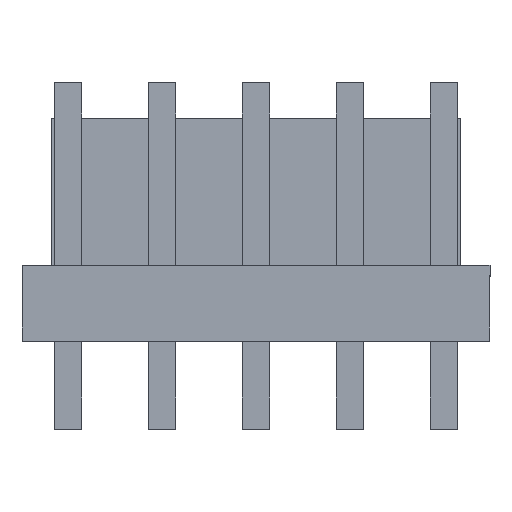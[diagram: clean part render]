
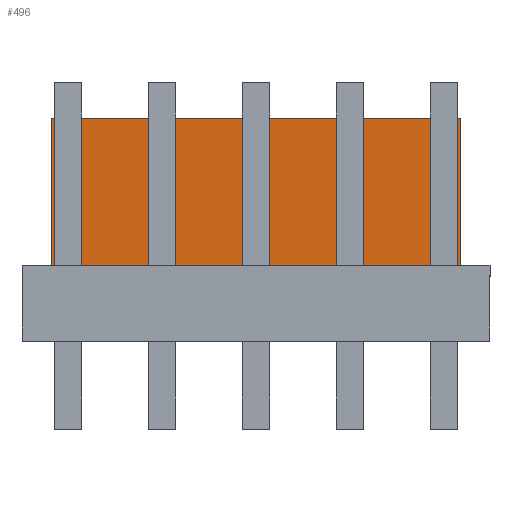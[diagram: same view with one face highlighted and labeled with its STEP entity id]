
A CAD part, top view. The second image highlights one B-rep face of the part: STEP entity #496.
In plain terms, the highlighted planar face has unit normal (0, 0, 1).
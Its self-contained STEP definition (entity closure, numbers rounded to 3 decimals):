
#445 = EDGE_CURVE ( 'NONE', #476, #474, #1692, .T. ) ;
#474 = VERTEX_POINT ( 'NONE', #1767 ) ;
#476 = VERTEX_POINT ( 'NONE', #1766 ) ;
#496 = ADVANCED_FACE ( 'NONE', ( #1798 ), #1797, .T. ) ;
#497 = EDGE_LOOP ( 'NONE', ( #498, #501, #502, #505 ) ) ;
#498 = ORIENTED_EDGE ( 'NONE', *, *, #499, .T. ) ;
#499 = EDGE_CURVE ( 'NONE', #500, #476, #1792, .T. ) ;
#500 = VERTEX_POINT ( 'NONE', #1788 ) ;
#501 = ORIENTED_EDGE ( 'NONE', *, *, #445, .T. ) ;
#502 = ORIENTED_EDGE ( 'NONE', *, *, #503, .F. ) ;
#503 = EDGE_CURVE ( 'NONE', #504, #474, #1787, .T. ) ;
#504 = VERTEX_POINT ( 'NONE', #1783 ) ;
#505 = ORIENTED_EDGE ( 'NONE', *, *, #506, .F. ) ;
#506 = EDGE_CURVE ( 'NONE', #500, #504, #1847, .T. ) ;
#1692 = LINE ( 'NONE', #1751, #1750 ) ;
#1749 = DIRECTION ( 'NONE',  ( 1., 0., 0. ) ) ;
#1750 = VECTOR ( 'NONE', #1749, 1000. ) ;
#1751 = CARTESIAN_POINT ( 'NONE',  ( -9.87, 3.2, -2.55 ) ) ;
#1766 = CARTESIAN_POINT ( 'NONE',  ( -8.62, 3.2, -2.55 ) ) ;
#1767 = CARTESIAN_POINT ( 'NONE',  ( 8.62, 3.2, -2.55 ) ) ;
#1783 = CARTESIAN_POINT ( 'NONE',  ( 8.62, 9.4, -2.55 ) ) ;
#1784 = DIRECTION ( 'NONE',  ( 0., -1., 0. ) ) ;
#1785 = VECTOR ( 'NONE', #1784, 1000. ) ;
#1786 = CARTESIAN_POINT ( 'NONE',  ( 8.62, 9.4, -2.55 ) ) ;
#1787 = LINE ( 'NONE', #1786, #1785 ) ;
#1788 = CARTESIAN_POINT ( 'NONE',  ( -8.62, 9.4, -2.55 ) ) ;
#1789 = DIRECTION ( 'NONE',  ( 0., -1., 0. ) ) ;
#1790 = VECTOR ( 'NONE', #1789, 1000. ) ;
#1791 = CARTESIAN_POINT ( 'NONE',  ( -8.62, 9.4, -2.55 ) ) ;
#1792 = LINE ( 'NONE', #1791, #1790 ) ;
#1793 = DIRECTION ( 'NONE',  ( 0., -1., 0. ) ) ;
#1794 = DIRECTION ( 'NONE',  ( 0., 0., 1. ) ) ;
#1795 = CARTESIAN_POINT ( 'NONE',  ( -9.87, 9.4, -2.55 ) ) ;
#1796 = AXIS2_PLACEMENT_3D ( 'NONE', #1795, #1794, #1793 ) ;
#1797 = PLANE ( 'NONE',  #1796 ) ;
#1798 = FACE_OUTER_BOUND ( 'NONE', #497, .T. ) ;
#1844 = DIRECTION ( 'NONE',  ( 1., 0., 0. ) ) ;
#1845 = VECTOR ( 'NONE', #1844, 1000. ) ;
#1846 = CARTESIAN_POINT ( 'NONE',  ( -9.87, 9.4, -2.55 ) ) ;
#1847 = LINE ( 'NONE', #1846, #1845 ) ;
